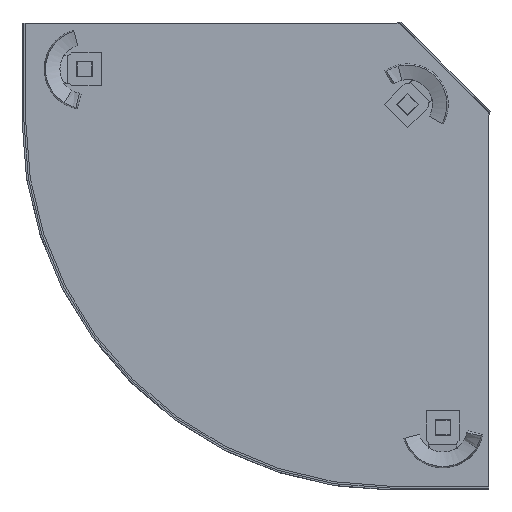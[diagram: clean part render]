
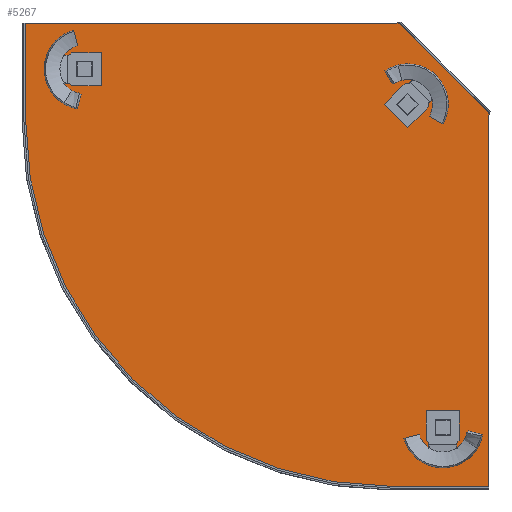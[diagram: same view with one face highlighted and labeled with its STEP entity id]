
A CAD part, front view. The second image highlights one B-rep face of the part: STEP entity #5267.
In plain terms, the highlighted planar face has unit normal (0, -1, 0).
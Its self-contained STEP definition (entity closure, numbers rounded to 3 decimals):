
#80 = DIRECTION ( 'NONE',  ( 0., 0., 1. ) ) ;
#143 = VERTEX_POINT ( 'NONE', #1074 ) ;
#173 = DIRECTION ( 'NONE',  ( 0., 1., 0. ) ) ;
#216 = CARTESIAN_POINT ( 'NONE',  ( -25., -1., -219.5 ) ) ;
#246 = VERTEX_POINT ( 'NONE', #5409 ) ;
#263 = DIRECTION ( 'NONE',  ( 0., 1., 0. ) ) ;
#298 = DIRECTION ( 'NONE',  ( 1., 0., 0. ) ) ;
#351 = EDGE_LOOP ( 'NONE', ( #4948, #1374, #3321, #869, #5269, #4663, #1167, #2228 ) ) ;
#357 = VERTEX_POINT ( 'NONE', #1525 ) ;
#380 = CARTESIAN_POINT ( 'NONE',  ( -251.5, -1., -53. ) ) ;
#468 = CARTESIAN_POINT ( 'NONE',  ( -0.046, -1., -49.749 ) ) ;
#498 = CARTESIAN_POINT ( 'NONE',  ( -53., -1., -251.5 ) ) ;
#526 = DIRECTION ( 'NONE',  ( -0.707, 0., 0.707 ) ) ;
#564 = CARTESIAN_POINT ( 'NONE',  ( -219.5, -1., -25. ) ) ;
#611 = DIRECTION ( 'NONE',  ( 0., 0., 1. ) ) ;
#642 = EDGE_LOOP ( 'NONE', ( #3821, #2145 ) ) ;
#820 = CARTESIAN_POINT ( 'NONE',  ( -50., -1., 0. ) ) ;
#869 = ORIENTED_EDGE ( 'NONE', *, *, #3204, .F. ) ;
#895 = EDGE_CURVE ( 'NONE', #4405, #5293, #2666, .T. ) ;
#916 = AXIS2_PLACEMENT_3D ( 'NONE', #5641, #2163, #2602 ) ;
#948 = CARTESIAN_POINT ( 'NONE',  ( -0.141, -1., -48.737 ) ) ;
#955 = PLANE ( 'NONE',  #3120 ) ;
#958 = DIRECTION ( 'NONE',  ( 0., 1., 0. ) ) ;
#1074 = CARTESIAN_POINT ( 'NONE',  ( -251.5, -1., 0. ) ) ;
#1167 = ORIENTED_EDGE ( 'NONE', *, *, #2726, .F. ) ;
#1175 = VECTOR ( 'NONE', #1576, 1000. ) ;
#1210 = FACE_BOUND ( 'NONE', #1390, .T. ) ;
#1223 = CARTESIAN_POINT ( 'NONE',  ( -48.737, -1., -0.141 ) ) ;
#1263 = EDGE_CURVE ( 'NONE', #246, #2197, #4167, .T. ) ;
#1326 = VERTEX_POINT ( 'NONE', #3972 ) ;
#1366 = AXIS2_PLACEMENT_3D ( 'NONE', #216, #5437, #4112 ) ;
#1374 = ORIENTED_EDGE ( 'NONE', *, *, #2580, .T. ) ;
#1383 = CARTESIAN_POINT ( 'NONE',  ( -251.5, -1., 0. ) ) ;
#1390 = EDGE_LOOP ( 'NONE', ( #5445, #2025 ) ) ;
#1402 = FACE_BOUND ( 'NONE', #2088, .T. ) ;
#1431 = CARTESIAN_POINT ( 'NONE',  ( -0.141, -1., -48.993 ) ) ;
#1472 = DIRECTION ( 'NONE',  ( 0., 1., 0. ) ) ;
#1504 = CIRCLE ( 'NONE', #4637, 8.25 ) ;
#1518 = CARTESIAN_POINT ( 'NONE',  ( -48.484, -1., -0.101 ) ) ;
#1525 = CARTESIAN_POINT ( 'NONE',  ( -25., -1., -211.25 ) ) ;
#1576 = DIRECTION ( 'NONE',  ( -1., 0., 0. ) ) ;
#1660 = ORIENTED_EDGE ( 'NONE', *, *, #2827, .T. ) ;
#1811 = VERTEX_POINT ( 'NONE', #3002 ) ;
#1828 = CARTESIAN_POINT ( 'NONE',  ( -0.101, -1., -48.484 ) ) ;
#2025 = ORIENTED_EDGE ( 'NONE', *, *, #5507, .T. ) ;
#2088 = EDGE_LOOP ( 'NONE', ( #1660, #2312 ) ) ;
#2145 = ORIENTED_EDGE ( 'NONE', *, *, #5021, .T. ) ;
#2157 = DIRECTION ( 'NONE',  ( 0., 0., -1. ) ) ;
#2163 = DIRECTION ( 'NONE',  ( 0., 1., 0. ) ) ;
#2165 = VECTOR ( 'NONE', #526, 1000. ) ;
#2191 = VERTEX_POINT ( 'NONE', #4312 ) ;
#2195 = AXIS2_PLACEMENT_3D ( 'NONE', #4125, #173, #4546 ) ;
#2197 = VERTEX_POINT ( 'NONE', #4751 ) ;
#2206 = VERTEX_POINT ( 'NONE', #380 ) ;
#2223 = CARTESIAN_POINT ( 'NONE',  ( 0., -1., -50. ) ) ;
#2224 = VECTOR ( 'NONE', #4384, 1000. ) ;
#2228 = ORIENTED_EDGE ( 'NONE', *, *, #895, .F. ) ;
#2281 = EDGE_CURVE ( 'NONE', #357, #1811, #4286, .T. ) ;
#2312 = ORIENTED_EDGE ( 'NONE', *, *, #2798, .T. ) ;
#2380 = DIRECTION ( 'NONE',  ( 0., 1., 0. ) ) ;
#2489 = AXIS2_PLACEMENT_3D ( 'NONE', #3233, #2380, #2758 ) ;
#2580 = EDGE_CURVE ( 'NONE', #2813, #3773, #3834, .T. ) ;
#2582 = CIRCLE ( 'NONE', #2489, 8.25 ) ;
#2602 = DIRECTION ( 'NONE',  ( 0., 0., 1. ) ) ;
#2627 = CIRCLE ( 'NONE', #1366, 8.25 ) ;
#2666 = LINE ( 'NONE', #2870, #1175 ) ;
#2700 = LINE ( 'NONE', #1383, #2224 ) ;
#2726 = EDGE_CURVE ( 'NONE', #5293, #2206, #3735, .T. ) ;
#2758 = DIRECTION ( 'NONE',  ( 0., 0., 1. ) ) ;
#2798 = EDGE_CURVE ( 'NONE', #2191, #3729, #1504, .T. ) ;
#2813 = VERTEX_POINT ( 'NONE', #3699 ) ;
#2827 = EDGE_CURVE ( 'NONE', #3729, #2191, #2582, .T. ) ;
#2835 = FACE_BOUND ( 'NONE', #642, .T. ) ;
#2854 = LINE ( 'NONE', #4897, #2165 ) ;
#2870 = CARTESIAN_POINT ( 'NONE',  ( 0., -1., -251.5 ) ) ;
#2898 = EDGE_CURVE ( 'NONE', #143, #1326, #4968, .T. ) ;
#3002 = CARTESIAN_POINT ( 'NONE',  ( -25., -1., -227.75 ) ) ;
#3032 = CARTESIAN_POINT ( 'NONE',  ( 0., -1., -31.332 ) ) ;
#3078 = CARTESIAN_POINT ( 'NONE',  ( 0., -1., -251.5 ) ) ;
#3120 = AXIS2_PLACEMENT_3D ( 'NONE', #4849, #3970, #80 ) ;
#3133 = VECTOR ( 'NONE', #2157, 1000. ) ;
#3175 = CARTESIAN_POINT ( 'NONE',  ( -0.101, -1., -48.484 ) ) ;
#3204 = EDGE_CURVE ( 'NONE', #1326, #3489, #4135, .T. ) ;
#3233 = CARTESIAN_POINT ( 'NONE',  ( -44.092, -1., -44.092 ) ) ;
#3277 = EDGE_CURVE ( 'NONE', #2813, #4405, #4010, .T. ) ;
#3321 = ORIENTED_EDGE ( 'NONE', *, *, #3672, .T. ) ;
#3382 = CARTESIAN_POINT ( 'NONE',  ( -49.749, -1., -0.046 ) ) ;
#3489 = VERTEX_POINT ( 'NONE', #1518 ) ;
#3672 = EDGE_CURVE ( 'NONE', #3773, #3489, #2854, .T. ) ;
#3699 = CARTESIAN_POINT ( 'NONE',  ( 0., -1., -50. ) ) ;
#3729 = VERTEX_POINT ( 'NONE', #5321 ) ;
#3735 = CIRCLE ( 'NONE', #2195, 198.5 ) ;
#3773 = VERTEX_POINT ( 'NONE', #3175 ) ;
#3777 = FACE_OUTER_BOUND ( 'NONE', #351, .T. ) ;
#3809 = DIRECTION ( 'NONE',  ( 0., 0., 1. ) ) ;
#3811 = CARTESIAN_POINT ( 'NONE',  ( -48.993, -1., -0.141 ) ) ;
#3821 = ORIENTED_EDGE ( 'NONE', *, *, #1263, .T. ) ;
#3834 = B_SPLINE_CURVE_WITH_KNOTS ( 'NONE', 3,
 ( #2223, #468, #5307, #1431, #948, #1828 ),
 .UNSPECIFIED., .F., .F.,
 ( 4, 2, 4 ),
 ( 0.011, 0.012, 0.013 ),
 .UNSPECIFIED. ) ;
#3842 = CIRCLE ( 'NONE', #5646, 8.25 ) ;
#3846 = CARTESIAN_POINT ( 'NONE',  ( -49.499, -1., -0.093 ) ) ;
#3970 = DIRECTION ( 'NONE',  ( 0., 1., 0. ) ) ;
#3971 = AXIS2_PLACEMENT_3D ( 'NONE', #564, #958, #3999 ) ;
#3972 = CARTESIAN_POINT ( 'NONE',  ( -50., -1., 0. ) ) ;
#3999 = DIRECTION ( 'NONE',  ( 0., 0., 1. ) ) ;
#4010 = LINE ( 'NONE', #3032, #3133 ) ;
#4112 = DIRECTION ( 'NONE',  ( 0., 0., 1. ) ) ;
#4125 = CARTESIAN_POINT ( 'NONE',  ( -53., -1., -53. ) ) ;
#4135 = B_SPLINE_CURVE_WITH_KNOTS ( 'NONE', 3,
 ( #820, #3382, #3846, #3811, #1223, #5580 ),
 .UNSPECIFIED., .F., .F.,
 ( 4, 2, 4 ),
 ( 0.011, 0.012, 0.013 ),
 .UNSPECIFIED. ) ;
#4167 = CIRCLE ( 'NONE', #3971, 8.25 ) ;
#4286 = CIRCLE ( 'NONE', #916, 8.25 ) ;
#4312 = CARTESIAN_POINT ( 'NONE',  ( -44.092, -1., -52.342 ) ) ;
#4384 = DIRECTION ( 'NONE',  ( 0., 0., 1. ) ) ;
#4405 = VERTEX_POINT ( 'NONE', #3078 ) ;
#4546 = DIRECTION ( 'NONE',  ( 0., 0., 1. ) ) ;
#4550 = EDGE_CURVE ( 'NONE', #2206, #143, #2700, .T. ) ;
#4637 = AXIS2_PLACEMENT_3D ( 'NONE', #5428, #1472, #611 ) ;
#4663 = ORIENTED_EDGE ( 'NONE', *, *, #4550, .F. ) ;
#4751 = CARTESIAN_POINT ( 'NONE',  ( -219.5, -1., -33.25 ) ) ;
#4849 = CARTESIAN_POINT ( 'NONE',  ( -53., -1., -53. ) ) ;
#4895 = VECTOR ( 'NONE', #298, 1000. ) ;
#4897 = CARTESIAN_POINT ( 'NONE',  ( -24.293, -1., -24.293 ) ) ;
#4948 = ORIENTED_EDGE ( 'NONE', *, *, #3277, .F. ) ;
#4968 = LINE ( 'NONE', #5034, #4895 ) ;
#5021 = EDGE_CURVE ( 'NONE', #2197, #246, #3842, .T. ) ;
#5034 = CARTESIAN_POINT ( 'NONE',  ( -251.5, -1., 0. ) ) ;
#5267 = ADVANCED_FACE ( 'NONE', ( #3777, #2835, #1210, #1402 ), #955, .F. ) ;
#5269 = ORIENTED_EDGE ( 'NONE', *, *, #2898, .F. ) ;
#5293 = VERTEX_POINT ( 'NONE', #498 ) ;
#5307 = CARTESIAN_POINT ( 'NONE',  ( -0.093, -1., -49.499 ) ) ;
#5321 = CARTESIAN_POINT ( 'NONE',  ( -44.092, -1., -35.842 ) ) ;
#5409 = CARTESIAN_POINT ( 'NONE',  ( -219.5, -1., -16.75 ) ) ;
#5428 = CARTESIAN_POINT ( 'NONE',  ( -44.092, -1., -44.092 ) ) ;
#5437 = DIRECTION ( 'NONE',  ( 0., 1., 0. ) ) ;
#5445 = ORIENTED_EDGE ( 'NONE', *, *, #2281, .T. ) ;
#5507 = EDGE_CURVE ( 'NONE', #1811, #357, #2627, .T. ) ;
#5528 = CARTESIAN_POINT ( 'NONE',  ( -219.5, -1., -25. ) ) ;
#5580 = CARTESIAN_POINT ( 'NONE',  ( -48.484, -1., -0.101 ) ) ;
#5641 = CARTESIAN_POINT ( 'NONE',  ( -25., -1., -219.5 ) ) ;
#5646 = AXIS2_PLACEMENT_3D ( 'NONE', #5528, #263, #3809 ) ;
